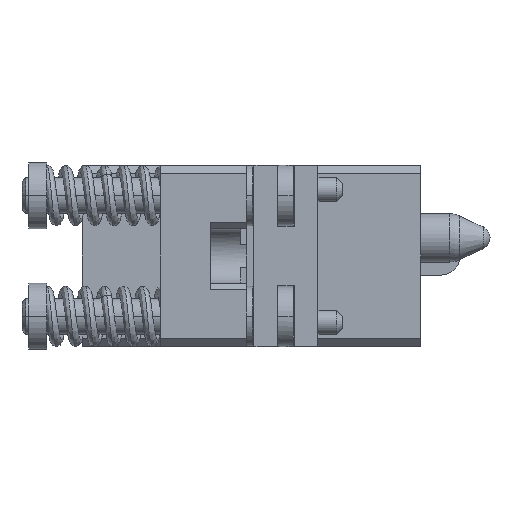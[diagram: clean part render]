
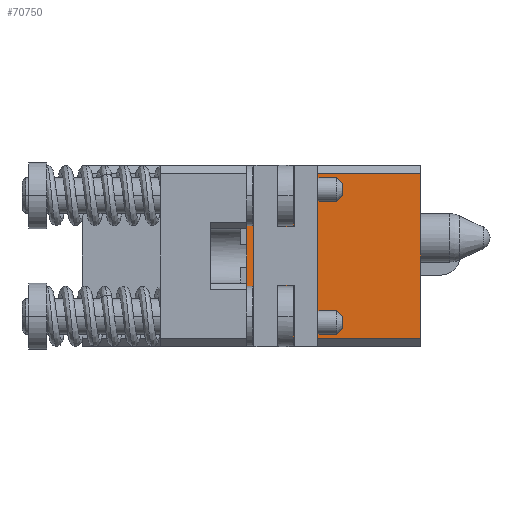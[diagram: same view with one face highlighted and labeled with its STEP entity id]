
A CAD part, left-side view. The second image highlights one B-rep face of the part: STEP entity #70750.
In plain terms, the highlighted planar face has unit normal (-1, 0, 0).
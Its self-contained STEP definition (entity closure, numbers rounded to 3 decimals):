
#135=DIRECTION('',(0.,0.,1.));
#136=VECTOR('',#135,13.63);
#137=CARTESIAN_POINT('',(-22.249,-14.014,-6.815));
#138=LINE('',#137,#136);
#19063=DIRECTION('',(0.,1.,0.));
#19064=VECTOR('',#19063,14.4);
#19065=CARTESIAN_POINT('',(-22.249,-14.014,6.815));
#19066=LINE('',#19065,#19064);
#19071=DIRECTION('',(0.,0.,1.));
#19072=VECTOR('',#19071,13.63);
#19073=CARTESIAN_POINT('',(-22.249,0.386,-6.815));
#19074=LINE('',#19073,#19072);
#19075=DIRECTION('',(0.,1.,0.));
#19076=VECTOR('',#19075,14.4);
#19077=CARTESIAN_POINT('',(-22.249,-14.014,-6.815));
#19078=LINE('',#19077,#19076);
#37747=CARTESIAN_POINT('',(-22.249,-14.014,-6.815));
#37748=CARTESIAN_POINT('',(-22.249,0.386,-6.815));
#37749=VERTEX_POINT('',#37747);
#37750=VERTEX_POINT('',#37748);
#37767=CARTESIAN_POINT('',(-22.249,-14.014,6.815));
#37768=CARTESIAN_POINT('',(-22.249,0.386,6.815));
#37769=VERTEX_POINT('',#37767);
#37770=VERTEX_POINT('',#37768);
#70738=CARTESIAN_POINT('',(-22.249,-13.99,-7.505));
#70739=DIRECTION('',(-1.,0.,0.));
#70740=DIRECTION('',(0.,0.,1.));
#70741=AXIS2_PLACEMENT_3D('',#70738,#70739,#70740);
#70742=PLANE('',#70741);
#70743=ORIENTED_EDGE('',*,*,#70645,.T.);
#70744=ORIENTED_EDGE('',*,*,#70732,.F.);
#70745=ORIENTED_EDGE('',*,*,#46794,.F.);
#70747=ORIENTED_EDGE('',*,*,#70746,.T.);
#70748=EDGE_LOOP('',(#70743,#70744,#70745,#70747));
#70749=FACE_OUTER_BOUND('',#70748,.F.);
#70750=ADVANCED_FACE('',(#70749),#70742,.T.);
#46794=EDGE_CURVE('',#37749,#37769,#138,.T.);
#70645=EDGE_CURVE('',#37750,#37770,#19074,.T.);
#70732=EDGE_CURVE('',#37769,#37770,#19066,.T.);
#70746=EDGE_CURVE('',#37749,#37750,#19078,.T.);
